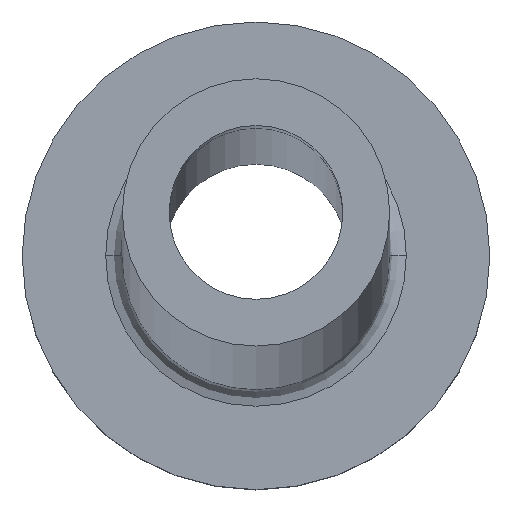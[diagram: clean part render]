
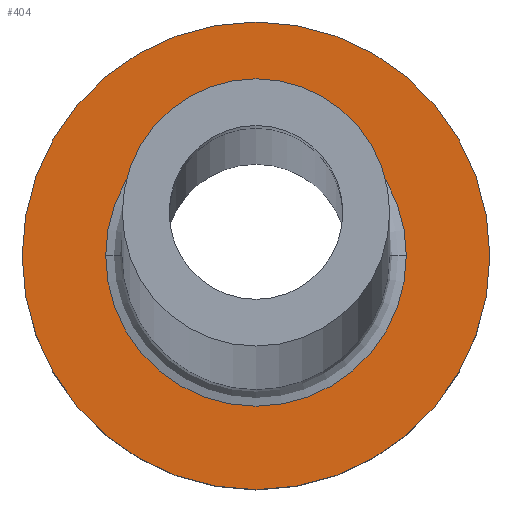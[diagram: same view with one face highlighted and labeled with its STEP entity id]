
A CAD part, top view. The second image highlights one B-rep face of the part: STEP entity #404.
In plain terms, the highlighted planar face has unit normal (0, 0, 1).
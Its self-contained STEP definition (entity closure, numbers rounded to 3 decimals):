
#12 = EDGE_CURVE ( 'NONE', #160, #201, #197, .T. ) ;
#20 = CARTESIAN_POINT ( 'NONE',  ( 0., 0., 5. ) ) ;
#54 = AXIS2_PLACEMENT_3D ( 'NONE', #20, #456, #135 ) ;
#61 = DIRECTION ( 'NONE',  ( 1., 0., 0. ) ) ;
#64 = CARTESIAN_POINT ( 'NONE',  ( 0., 0., 5. ) ) ;
#66 = CARTESIAN_POINT ( 'NONE',  ( -4.5, 0., 5. ) ) ;
#75 = ORIENTED_EDGE ( 'NONE', *, *, #12, .T. ) ;
#105 = DIRECTION ( 'NONE',  ( 0., 0., 1. ) ) ;
#115 = EDGE_CURVE ( 'NONE', #201, #160, #298, .T. ) ;
#131 = EDGE_CURVE ( 'NONE', #386, #413, #280, .T. ) ;
#135 = DIRECTION ( 'NONE',  ( 1., 0., 0. ) ) ;
#160 = VERTEX_POINT ( 'NONE', #338 ) ;
#172 = CARTESIAN_POINT ( 'NONE',  ( 4.5, 0., 5. ) ) ;
#196 = AXIS2_PLACEMENT_3D ( 'NONE', #64, #212, #324 ) ;
#197 = CIRCLE ( 'NONE', #265, 7. ) ;
#201 = VERTEX_POINT ( 'NONE', #301 ) ;
#205 = AXIS2_PLACEMENT_3D ( 'NONE', #333, #460, #211 ) ;
#211 = DIRECTION ( 'NONE',  ( 1., 0., 0. ) ) ;
#212 = DIRECTION ( 'NONE',  ( 0., 0., 1. ) ) ;
#221 = DIRECTION ( 'NONE',  ( 1., 0., 0. ) ) ;
#230 = ORIENTED_EDGE ( 'NONE', *, *, #336, .T. ) ;
#235 = EDGE_LOOP ( 'NONE', ( #287, #230 ) ) ;
#236 = FACE_BOUND ( 'NONE', #235, .T. ) ;
#265 = AXIS2_PLACEMENT_3D ( 'NONE', #359, #105, #61 ) ;
#279 = CIRCLE ( 'NONE', #54, 4.5 ) ;
#280 = CIRCLE ( 'NONE', #205, 4.5 ) ;
#287 = ORIENTED_EDGE ( 'NONE', *, *, #131, .T. ) ;
#298 = CIRCLE ( 'NONE', #390, 7. ) ;
#301 = CARTESIAN_POINT ( 'NONE',  ( 7., 0., 5. ) ) ;
#324 = DIRECTION ( 'NONE',  ( 1., 0., 0. ) ) ;
#328 = DIRECTION ( 'NONE',  ( 0., 0., 1. ) ) ;
#333 = CARTESIAN_POINT ( 'NONE',  ( 0., 0., 5. ) ) ;
#336 = EDGE_CURVE ( 'NONE', #413, #386, #279, .T. ) ;
#338 = CARTESIAN_POINT ( 'NONE',  ( -7., 0., 5. ) ) ;
#359 = CARTESIAN_POINT ( 'NONE',  ( 0., 0., 5. ) ) ;
#365 = CARTESIAN_POINT ( 'NONE',  ( 0., 0., 5. ) ) ;
#386 = VERTEX_POINT ( 'NONE', #172 ) ;
#387 = ORIENTED_EDGE ( 'NONE', *, *, #115, .T. ) ;
#390 = AXIS2_PLACEMENT_3D ( 'NONE', #365, #328, #221 ) ;
#392 = FACE_OUTER_BOUND ( 'NONE', #426, .T. ) ;
#404 = ADVANCED_FACE ( 'NONE', ( #236, #392 ), #421, .T. ) ;
#413 = VERTEX_POINT ( 'NONE', #66 ) ;
#421 = PLANE ( 'NONE',  #196 ) ;
#426 = EDGE_LOOP ( 'NONE', ( #75, #387 ) ) ;
#456 = DIRECTION ( 'NONE',  ( 0., 0., -1. ) ) ;
#460 = DIRECTION ( 'NONE',  ( 0., 0., -1. ) ) ;
